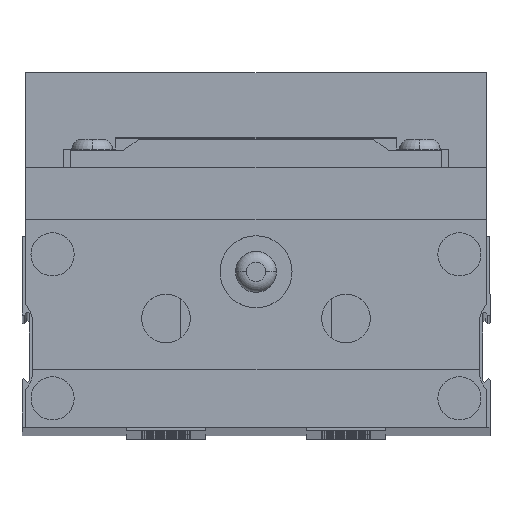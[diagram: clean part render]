
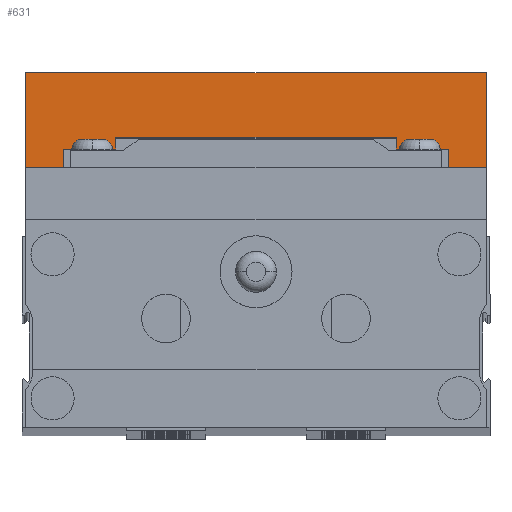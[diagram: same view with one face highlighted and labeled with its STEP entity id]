
A CAD part, top view. The second image highlights one B-rep face of the part: STEP entity #631.
In plain terms, the highlighted planar face has unit normal (0, 0, 1).
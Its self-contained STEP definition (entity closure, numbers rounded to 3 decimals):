
#190 = CARTESIAN_POINT ( 'NONE',  ( 26.8, 35.8, 73.2 ) ) ;
#562 = CARTESIAN_POINT ( 'NONE',  ( -19.5, 40.2, 73.2 ) ) ;
#631 = ADVANCED_FACE ( 'NONE', ( #9971 ), #26959, .T. ) ;
#642 = DIRECTION ( 'NONE',  ( 0., -1., 0. ) ) ;
#1094 = ORIENTED_EDGE ( 'NONE', *, *, #30941, .F. ) ;
#1982 = CARTESIAN_POINT ( 'NONE',  ( -26.8, 35.8, 73.2 ) ) ;
#2298 = LINE ( 'NONE', #1982, #29102 ) ;
#2389 = VERTEX_POINT ( 'NONE', #28547 ) ;
#2736 = ORIENTED_EDGE ( 'NONE', *, *, #3241, .F. ) ;
#3181 = EDGE_CURVE ( 'NONE', #12988, #29295, #20944, .T. ) ;
#3241 = EDGE_CURVE ( 'NONE', #13714, #3581, #23090, .T. ) ;
#3289 = ORIENTED_EDGE ( 'NONE', *, *, #26491, .F. ) ;
#3505 = CARTESIAN_POINT ( 'NONE',  ( 32., 35.8, 73.2 ) ) ;
#3581 = VERTEX_POINT ( 'NONE', #13882 ) ;
#3772 = AXIS2_PLACEMENT_3D ( 'NONE', #14210, #19924, #24183 ) ;
#4031 = VECTOR ( 'NONE', #20559, 1000. ) ;
#4272 = VECTOR ( 'NONE', #642, 1000. ) ;
#4306 = VECTOR ( 'NONE', #21102, 1000. ) ;
#4873 = VERTEX_POINT ( 'NONE', #8705 ) ;
#4966 = EDGE_CURVE ( 'NONE', #7552, #18538, #11811, .T. ) ;
#5072 = LINE ( 'NONE', #7708, #4272 ) ;
#5499 = CARTESIAN_POINT ( 'NONE',  ( 26.8, 40.2, 73.2 ) ) ;
#5563 = DIRECTION ( 'NONE',  ( -1., 0., 0. ) ) ;
#6735 = DIRECTION ( 'NONE',  ( -1., 0., 0. ) ) ;
#6737 = CARTESIAN_POINT ( 'NONE',  ( -26.8, 40.2, 73.2 ) ) ;
#6951 = VERTEX_POINT ( 'NONE', #26434 ) ;
#7181 = LINE ( 'NONE', #19615, #24451 ) ;
#7551 = VECTOR ( 'NONE', #14083, 1000. ) ;
#7552 = VERTEX_POINT ( 'NONE', #10572 ) ;
#7708 = CARTESIAN_POINT ( 'NONE',  ( 32., 50.8, 73.2 ) ) ;
#8435 = DIRECTION ( 'NONE',  ( -1., 0., 0. ) ) ;
#8705 = CARTESIAN_POINT ( 'NONE',  ( 26.8, 40.2, 73.2 ) ) ;
#9608 = EDGE_CURVE ( 'NONE', #6951, #29087, #2298, .T. ) ;
#9971 = FACE_OUTER_BOUND ( 'NONE', #25085, .T. ) ;
#10572 = CARTESIAN_POINT ( 'NONE',  ( -19.5, 41.8, 73.2 ) ) ;
#11155 = CARTESIAN_POINT ( 'NONE',  ( 32., 35.8, 73.2 ) ) ;
#11811 = LINE ( 'NONE', #32041, #7551 ) ;
#12988 = VERTEX_POINT ( 'NONE', #3505 ) ;
#13110 = LINE ( 'NONE', #20778, #4306 ) ;
#13714 = VERTEX_POINT ( 'NONE', #20289 ) ;
#13743 = CARTESIAN_POINT ( 'NONE',  ( 26.8, 35.8, 73.2 ) ) ;
#13882 = CARTESIAN_POINT ( 'NONE',  ( 32., 50.8, 73.2 ) ) ;
#14083 = DIRECTION ( 'NONE',  ( 0., -1., 0. ) ) ;
#14130 = CARTESIAN_POINT ( 'NONE',  ( -19.5, 40.2, 73.2 ) ) ;
#14210 = CARTESIAN_POINT ( 'NONE',  ( -32., 28.5, 73.2 ) ) ;
#14328 = ORIENTED_EDGE ( 'NONE', *, *, #9608, .F. ) ;
#14770 = DIRECTION ( 'NONE',  ( 0., 1., 0. ) ) ;
#14877 = EDGE_CURVE ( 'NONE', #4873, #2389, #16898, .T. ) ;
#15277 = EDGE_CURVE ( 'NONE', #17238, #6951, #7181, .T. ) ;
#16046 = CARTESIAN_POINT ( 'NONE',  ( -32., 50.8, 73.2 ) ) ;
#16740 = ORIENTED_EDGE ( 'NONE', *, *, #24297, .F. ) ;
#16822 = VECTOR ( 'NONE', #30422, 1000. ) ;
#16833 = VECTOR ( 'NONE', #26011, 1000. ) ;
#16857 = EDGE_CURVE ( 'NONE', #31815, #7552, #22783, .T. ) ;
#16898 = LINE ( 'NONE', #5499, #4031 ) ;
#17238 = VERTEX_POINT ( 'NONE', #6737 ) ;
#17690 = LINE ( 'NONE', #31907, #21361 ) ;
#17813 = CARTESIAN_POINT ( 'NONE',  ( -32., 35.8, 73.2 ) ) ;
#17969 = ORIENTED_EDGE ( 'NONE', *, *, #23513, .F. ) ;
#18538 = VERTEX_POINT ( 'NONE', #14130 ) ;
#19249 = ORIENTED_EDGE ( 'NONE', *, *, #29828, .F. ) ;
#19615 = CARTESIAN_POINT ( 'NONE',  ( -26.8, 40.2, 73.2 ) ) ;
#19924 = DIRECTION ( 'NONE',  ( 0., 0., 1. ) ) ;
#20277 = VECTOR ( 'NONE', #8435, 1000. ) ;
#20289 = CARTESIAN_POINT ( 'NONE',  ( -32., 50.8, 73.2 ) ) ;
#20469 = CARTESIAN_POINT ( 'NONE',  ( 19.5, 41.8, 73.2 ) ) ;
#20559 = DIRECTION ( 'NONE',  ( -1., 0., 0. ) ) ;
#20778 = CARTESIAN_POINT ( 'NONE',  ( -32., 35.8, 73.2 ) ) ;
#20944 = LINE ( 'NONE', #11155, #28308 ) ;
#21102 = DIRECTION ( 'NONE',  ( 0., 1., 0. ) ) ;
#21361 = VECTOR ( 'NONE', #14770, 1000. ) ;
#21420 = VECTOR ( 'NONE', #23715, 1000. ) ;
#22077 = DIRECTION ( 'NONE',  ( 0., -1., 0. ) ) ;
#22308 = ORIENTED_EDGE ( 'NONE', *, *, #4966, .F. ) ;
#22783 = LINE ( 'NONE', #20469, #16822 ) ;
#23019 = LINE ( 'NONE', #562, #20277 ) ;
#23090 = LINE ( 'NONE', #16046, #16833 ) ;
#23513 = EDGE_CURVE ( 'NONE', #18538, #17238, #23019, .T. ) ;
#23715 = DIRECTION ( 'NONE',  ( 0., 1., 0. ) ) ;
#24183 = DIRECTION ( 'NONE',  ( 1., 0., 0. ) ) ;
#24297 = EDGE_CURVE ( 'NONE', #2389, #31815, #17690, .T. ) ;
#24451 = VECTOR ( 'NONE', #22077, 1000. ) ;
#24765 = ORIENTED_EDGE ( 'NONE', *, *, #16857, .F. ) ;
#25085 = EDGE_LOOP ( 'NONE', ( #1094, #2736, #19249, #14328, #30617, #17969, #22308, #24765, #16740, #30180, #3289, #26229 ) ) ;
#26011 = DIRECTION ( 'NONE',  ( 1., 0., 0. ) ) ;
#26152 = LINE ( 'NONE', #13743, #21420 ) ;
#26229 = ORIENTED_EDGE ( 'NONE', *, *, #3181, .F. ) ;
#26434 = CARTESIAN_POINT ( 'NONE',  ( -26.8, 35.8, 73.2 ) ) ;
#26491 = EDGE_CURVE ( 'NONE', #29295, #4873, #26152, .T. ) ;
#26959 = PLANE ( 'NONE',  #3772 ) ;
#28308 = VECTOR ( 'NONE', #5563, 1000. ) ;
#28547 = CARTESIAN_POINT ( 'NONE',  ( 19.5, 40.2, 73.2 ) ) ;
#29087 = VERTEX_POINT ( 'NONE', #17813 ) ;
#29102 = VECTOR ( 'NONE', #6735, 1000. ) ;
#29295 = VERTEX_POINT ( 'NONE', #190 ) ;
#29828 = EDGE_CURVE ( 'NONE', #29087, #13714, #13110, .T. ) ;
#30180 = ORIENTED_EDGE ( 'NONE', *, *, #14877, .F. ) ;
#30422 = DIRECTION ( 'NONE',  ( -1., 0., 0. ) ) ;
#30617 = ORIENTED_EDGE ( 'NONE', *, *, #15277, .F. ) ;
#30941 = EDGE_CURVE ( 'NONE', #3581, #12988, #5072, .T. ) ;
#31575 = CARTESIAN_POINT ( 'NONE',  ( 19.5, 41.8, 73.2 ) ) ;
#31815 = VERTEX_POINT ( 'NONE', #31575 ) ;
#31907 = CARTESIAN_POINT ( 'NONE',  ( 19.5, 40.2, 73.2 ) ) ;
#32041 = CARTESIAN_POINT ( 'NONE',  ( -19.5, 41.8, 73.2 ) ) ;
